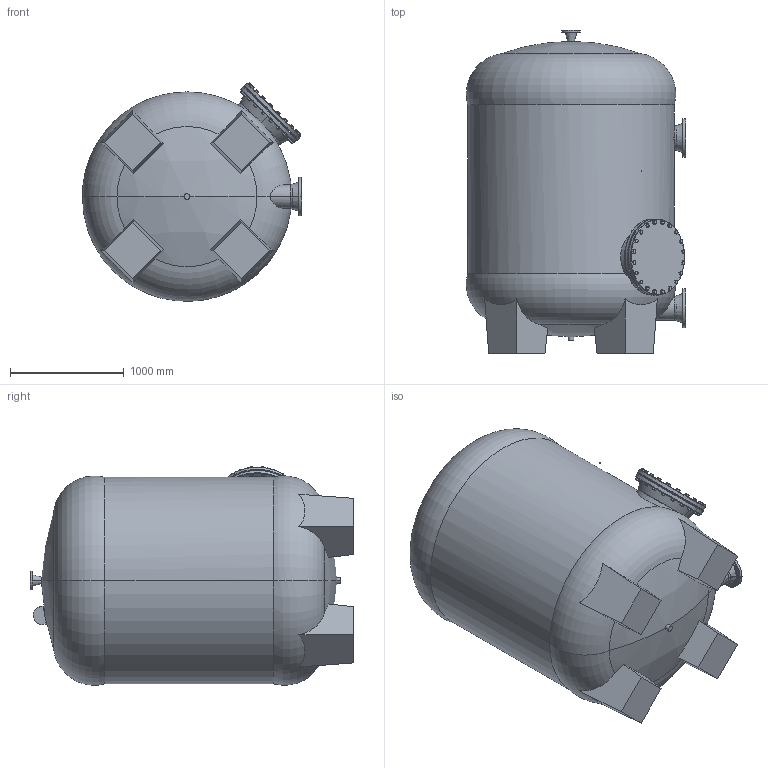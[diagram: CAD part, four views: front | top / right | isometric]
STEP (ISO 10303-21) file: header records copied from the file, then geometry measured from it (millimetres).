
FILE_DESCRIPTION (( 'STEP AP214' ), '1' );
FILE_NAME ('Ozon_reactor_180c.STEP', '2020-11-03T07:16:02', ( '' ), ( '' ), 'SwSTEP 2.0', 'SolidWorks 2019', '' );
FILE_SCHEMA (( 'AUTOMOTIVE_DESIGN' ));
Length unit declared in the file: millimetre
Products named in the file (1): Ozon_reactor_180c
Bounding box: 1932.08 x 2849.79 x 1925.47 mm (x, y, z)
Surface area: 21286958.1 mm2 (no closed solid volume)
Topology: 0 solids, 80 shells, 765 faces, 1888 edges, 1204 vertices
Faces by surface type: plane 342, cone 285, cylinder 94, torus 40, sphere 4
Entity records: 53770 total; most frequent: CARTESIAN_POINT 30874, ORIENTED_EDGE 3327, DIRECTION 1898, EDGE_CURVE 1888, B_SPLINE_CURVE_WITH_KNOTS 1675, VERTEX_POINT 1204, AXIS2_PLACEMENT_3D 919, EDGE_LOOP 814
